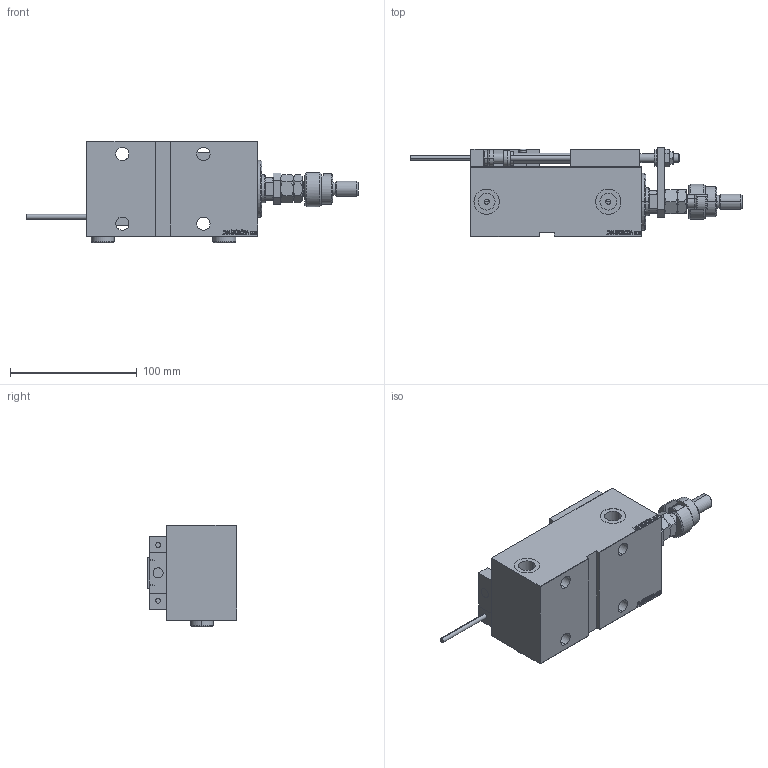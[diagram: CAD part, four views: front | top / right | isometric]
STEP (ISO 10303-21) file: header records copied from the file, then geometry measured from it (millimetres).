
FILE_DESCRIPTION (( 'STEP AP203' ), '1' );
FILE_NAME ('7f93.STEP', '2024-05-20T09:24:17', ( '' ), ( '' ), 'SwSTEP 2.0', 'SolidWorks 2019', '' );
FILE_SCHEMA (( 'CONFIG_CONTROL_DESIGN' ));
Length unit declared in the file: millimetre
Products named in the file (20): Block f2a4e9ca44ac594eaf2f0eab991c8e10; TYC_L79 f2a4e9ca44ac594eaf2f0eab991c8e10; V450CM_VC_B f2a4e9ca44ac594eaf2f0eab991c8e10; KONCOVKA f2a4e9ca44ac594eaf2f0eab991c8e10; Zatka_OIL_PORT f2a4e9ca44ac594eaf2f0eab991c8e10; SWITCH DIM B,W f2a4e9ca44ac594eaf2f0eab991c8e10; FEMALE_PART_FOR_DFA f2a4e9ca44ac594eaf2f0eab991c8e10; SWITCH_X_FRONT_BACK f2a4e9ca44ac594eaf2f0eab991c8e10; NUT_D10 f2a4e9ca44ac594eaf2f0eab991c8e10; MFA f2a4e9ca44ac594eaf2f0eab991c8e10; ZARAZKA f2a4e9ca44ac594eaf2f0eab991c8e10; X_Y_DFA f2a4e9ca44ac594eaf2f0eab991c8e10; SWITCH X f2a4e9ca44ac594eaf2f0eab991c8e10; V450CM_E_VCP f2a4e9ca44ac594eaf2f0eab991c8e10; ALLEN BOLT D5 f2a4e9ca44ac594eaf2f0eab991c8e10; ALLEN BOLT D8 f2a4e9ca44ac594eaf2f0eab991c8e10; V450CM_E_Body f2a4e9ca44ac594eaf2f0eab991c8e10; 7f93; NUT_D12 f2a4e9ca44ac594eaf2f0eab991c8e10; MAGNET f2a4e9ca44ac594eaf2f0eab991c8e10
Assembly tree (30 placements, depth 3):
  7f93
    V450CM_E_Body f2a4e9ca44ac594eaf2f0eab991c8e10
    V450CM_E_VCP f2a4e9ca44ac594eaf2f0eab991c8e10
    V450CM_VC_B f2a4e9ca44ac594eaf2f0eab991c8e10
    SWITCH X f2a4e9ca44ac594eaf2f0eab991c8e10
      SWITCH_X_FRONT_BACK f2a4e9ca44ac594eaf2f0eab991c8e10  x2
      TYC_L79 f2a4e9ca44ac594eaf2f0eab991c8e10
      Block f2a4e9ca44ac594eaf2f0eab991c8e10  x2
      ALLEN BOLT D5 f2a4e9ca44ac594eaf2f0eab991c8e10  x4
      ALLEN BOLT D8 f2a4e9ca44ac594eaf2f0eab991c8e10  x4
      MAGNET f2a4e9ca44ac594eaf2f0eab991c8e10  x2
      KONCOVKA f2a4e9ca44ac594eaf2f0eab991c8e10  x2
    SWITCH DIM B,W f2a4e9ca44ac594eaf2f0eab991c8e10
    ZARAZKA f2a4e9ca44ac594eaf2f0eab991c8e10
    NUT_D10 f2a4e9ca44ac594eaf2f0eab991c8e10
    NUT_D12 f2a4e9ca44ac594eaf2f0eab991c8e10
    X_Y_DFA f2a4e9ca44ac594eaf2f0eab991c8e10
      FEMALE_PART_FOR_DFA f2a4e9ca44ac594eaf2f0eab991c8e10
      MFA f2a4e9ca44ac594eaf2f0eab991c8e10
    Zatka_OIL_PORT f2a4e9ca44ac594eaf2f0eab991c8e10  x2
Bounding box: 262 x 70.5 x 79.9 mm (x, y, z)
Volume: 565267.5 mm3; surface area: 120175.9 mm2
Topology: 28 solids, 28 shells, 1431 faces, 3394 edges, 2154 vertices
Faces by surface type: plane 633, bspline 380, cylinder 209, cone 157, torus 48, sphere 4
Entity records: 54013 total; most frequent: CARTESIAN_POINT 26394, ORIENTED_EDGE 5728, DIRECTION 4043, EDGE_CURVE 2864, VERTEX_POINT 1854, LINE 1613, VECTOR 1613, EDGE_LOOP 1330
